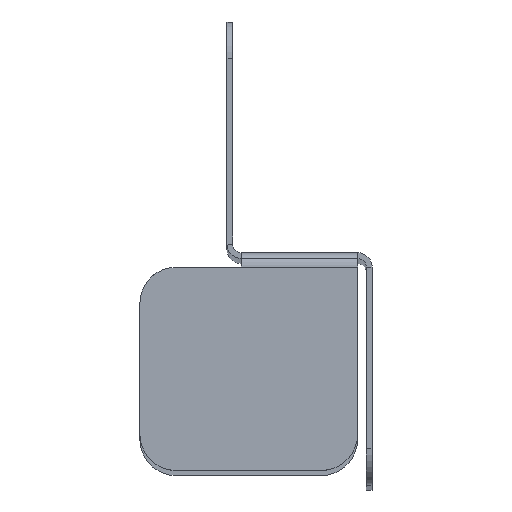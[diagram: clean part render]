
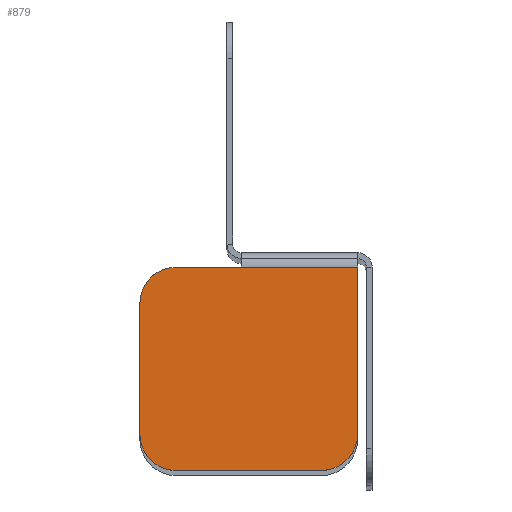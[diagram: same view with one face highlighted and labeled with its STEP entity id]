
A CAD part, top view. The second image highlights one B-rep face of the part: STEP entity #879.
In plain terms, the highlighted planar face has unit normal (0, 0, 1).
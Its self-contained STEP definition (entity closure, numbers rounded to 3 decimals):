
#81 = AXIS2_PLACEMENT_3D ( 'NONE', #231, #994, #993 ) ;
#82 = AXIS2_PLACEMENT_3D ( 'NONE', #151, #141, #140 ) ;
#84 = AXIS2_PLACEMENT_3D ( 'NONE', #147, #139, #149 ) ;
#109 = AXIS2_PLACEMENT_3D ( 'NONE', #193, #183, #182 ) ;
#139 = DIRECTION ( 'NONE',  ( 0., 0., 1. ) ) ;
#140 = DIRECTION ( 'NONE',  ( 0., 1., 0. ) ) ;
#141 = DIRECTION ( 'NONE',  ( 0., 0., 1. ) ) ;
#145 = CARTESIAN_POINT ( 'NONE',  ( 1.2, -61.8, 202. ) ) ;
#146 = DIRECTION ( 'NONE',  ( 1., 0., 0. ) ) ;
#147 = CARTESIAN_POINT ( 'NONE',  ( -7.8, -56.8, 202. ) ) ;
#148 = CARTESIAN_POINT ( 'NONE',  ( -12.8, -33.8, 202. ) ) ;
#149 = DIRECTION ( 'NONE',  ( 0., 1., 0. ) ) ;
#150 = DIRECTION ( 'NONE',  ( -1., 0., 0. ) ) ;
#151 = CARTESIAN_POINT ( 'NONE',  ( 12.2, -56.8, 202. ) ) ;
#182 = DIRECTION ( 'NONE',  ( 0., 1., 0. ) ) ;
#183 = DIRECTION ( 'NONE',  ( 0., 0., -1. ) ) ;
#187 = PLANE ( 'NONE',  #109 ) ;
#193 = CARTESIAN_POINT ( 'NONE',  ( 17.2, -32.6, 202. ) ) ;
#231 = CARTESIAN_POINT ( 'NONE',  ( -7.8, -38.8, 202. ) ) ;
#261 = CARTESIAN_POINT ( 'NONE',  ( 17.2, -61.8, 202. ) ) ;
#264 = DIRECTION ( 'NONE',  ( 0., -1., 0. ) ) ;
#269 = DIRECTION ( 'NONE',  ( 1., 0., 0. ) ) ;
#270 = CARTESIAN_POINT ( 'NONE',  ( 17.2, -33.8, 202. ) ) ;
#284 = VERTEX_POINT ( 'NONE', #1332 ) ;
#287 = VERTEX_POINT ( 'NONE', #1329 ) ;
#293 = VERTEX_POINT ( 'NONE', #1323 ) ;
#351 = EDGE_LOOP ( 'NONE', ( #1134, #1125, #1139, #1124, #1137, #1136, #1149, #1122 ) ) ;
#510 = FACE_OUTER_BOUND ( 'NONE', #351, .T. ) ;
#533 = VERTEX_POINT ( 'NONE', #1313 ) ;
#538 = VERTEX_POINT ( 'NONE', #1310 ) ;
#546 = VERTEX_POINT ( 'NONE', #1258 ) ;
#559 = VERTEX_POINT ( 'NONE', #1256 ) ;
#560 = VERTEX_POINT ( 'NONE', #1284 ) ;
#603 = DIRECTION ( 'NONE',  ( 0., 1., 0. ) ) ;
#606 = CARTESIAN_POINT ( 'NONE',  ( -12.8, -33.8, 202. ) ) ;
#677 = LINE ( 'NONE', #270, #680 ) ;
#680 = VECTOR ( 'NONE', #269, 1000. ) ;
#691 = LINE ( 'NONE', #261, #695 ) ;
#695 = VECTOR ( 'NONE', #264, 1000. ) ;
#706 = LINE ( 'NONE', #606, #709 ) ;
#708 = LINE ( 'NONE', #145, #715 ) ;
#709 = VECTOR ( 'NONE', #603, 1000. ) ;
#711 = CIRCLE ( 'NONE', #84, 5. ) ;
#713 = CIRCLE ( 'NONE', #81, 5. ) ;
#714 = CIRCLE ( 'NONE', #82, 5. ) ;
#715 = VECTOR ( 'NONE', #150, 1000. ) ;
#716 = LINE ( 'NONE', #148, #718 ) ;
#718 = VECTOR ( 'NONE', #146, 1000. ) ;
#879 = ADVANCED_FACE ( 'NONE', ( #510 ), #187, .F. ) ;
#993 = DIRECTION ( 'NONE',  ( 0., 1., 0. ) ) ;
#994 = DIRECTION ( 'NONE',  ( 0., 0., 1. ) ) ;
#1045 = EDGE_CURVE ( 'NONE', #546, #559, #677, .T. ) ;
#1053 = EDGE_CURVE ( 'NONE', #559, #560, #691, .T. ) ;
#1061 = EDGE_CURVE ( 'NONE', #284, #287, #706, .T. ) ;
#1064 = EDGE_CURVE ( 'NONE', #284, #533, #711, .T. ) ;
#1065 = EDGE_CURVE ( 'NONE', #538, #533, #708, .T. ) ;
#1066 = EDGE_CURVE ( 'NONE', #538, #560, #714, .T. ) ;
#1067 = EDGE_CURVE ( 'NONE', #293, #546, #716, .T. ) ;
#1068 = EDGE_CURVE ( 'NONE', #293, #287, #713, .T. ) ;
#1122 = ORIENTED_EDGE ( 'NONE', *, *, #1068, .T. ) ;
#1124 = ORIENTED_EDGE ( 'NONE', *, *, #1066, .T. ) ;
#1125 = ORIENTED_EDGE ( 'NONE', *, *, #1064, .T. ) ;
#1134 = ORIENTED_EDGE ( 'NONE', *, *, #1061, .F. ) ;
#1136 = ORIENTED_EDGE ( 'NONE', *, *, #1045, .F. ) ;
#1137 = ORIENTED_EDGE ( 'NONE', *, *, #1053, .F. ) ;
#1139 = ORIENTED_EDGE ( 'NONE', *, *, #1065, .F. ) ;
#1149 = ORIENTED_EDGE ( 'NONE', *, *, #1067, .F. ) ;
#1256 = CARTESIAN_POINT ( 'NONE',  ( 17.2, -33.8, 202. ) ) ;
#1258 = CARTESIAN_POINT ( 'NONE',  ( 1.2, -33.8, 202. ) ) ;
#1284 = CARTESIAN_POINT ( 'NONE',  ( 17.2, -56.8, 202. ) ) ;
#1310 = CARTESIAN_POINT ( 'NONE',  ( 12.2, -61.8, 202. ) ) ;
#1313 = CARTESIAN_POINT ( 'NONE',  ( -7.8, -61.8, 202. ) ) ;
#1323 = CARTESIAN_POINT ( 'NONE',  ( -7.8, -33.8, 202. ) ) ;
#1329 = CARTESIAN_POINT ( 'NONE',  ( -12.8, -38.8, 202. ) ) ;
#1332 = CARTESIAN_POINT ( 'NONE',  ( -12.8, -56.8, 202. ) ) ;
